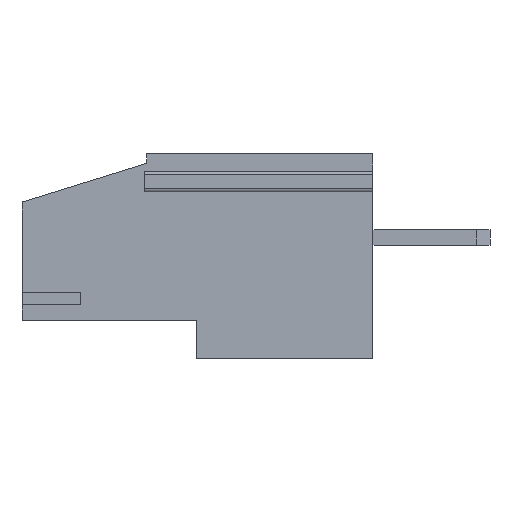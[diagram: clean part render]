
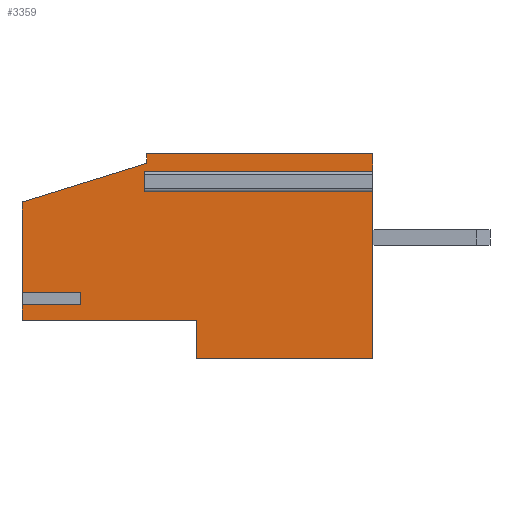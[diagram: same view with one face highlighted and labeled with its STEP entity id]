
A CAD part, left-side view. The second image highlights one B-rep face of the part: STEP entity #3359.
In plain terms, the highlighted planar face has unit normal (-1, 0, 0).
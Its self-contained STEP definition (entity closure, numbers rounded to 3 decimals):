
#401=DIRECTION('',(0.,0.,-1.));
#402=VECTOR('',#401,1.115);
#403=CARTESIAN_POINT('',(-15.24,0.,10.5));
#404=LINE('',#403,#402);
#405=DIRECTION('',(0.,1.,0.));
#406=VECTOR('',#405,11.7);
#407=CARTESIAN_POINT('',(-15.24,0.,9.385));
#408=LINE('',#407,#406);
#409=DIRECTION('',(0.,0.,1.));
#410=VECTOR('',#409,0.65);
#411=CARTESIAN_POINT('',(-15.24,11.7,8.735));
#412=LINE('',#411,#410);
#413=DIRECTION('',(0.,1.,0.));
#414=VECTOR('',#413,11.7);
#415=CARTESIAN_POINT('',(-15.24,0.,8.735));
#416=LINE('',#415,#414);
#417=DIRECTION('',(0.,0.,-1.));
#418=VECTOR('',#417,8.735);
#419=CARTESIAN_POINT('',(-15.24,0.,8.735));
#420=LINE('',#419,#418);
#421=DIRECTION('',(0.,0.,1.));
#422=VECTOR('',#421,1.95);
#423=CARTESIAN_POINT('',(-15.24,9.07,0.));
#424=LINE('',#423,#422);
#425=DIRECTION('',(0.,-1.,0.));
#426=VECTOR('',#425,8.93);
#427=CARTESIAN_POINT('',(-15.24,18.,1.95));
#428=LINE('',#427,#426);
#429=DIRECTION('',(0.,0.,1.));
#430=VECTOR('',#429,0.795);
#431=CARTESIAN_POINT('',(-15.24,18.,1.95));
#432=LINE('',#431,#430);
#433=DIRECTION('',(0.,-1.,0.));
#434=VECTOR('',#433,3.);
#435=CARTESIAN_POINT('',(-15.24,18.,2.745));
#436=LINE('',#435,#434);
#437=DIRECTION('',(0.,0.,-1.));
#438=VECTOR('',#437,0.65);
#439=CARTESIAN_POINT('',(-15.24,15.,3.395));
#440=LINE('',#439,#438);
#441=DIRECTION('',(0.,-1.,0.));
#442=VECTOR('',#441,3.);
#443=CARTESIAN_POINT('',(-15.24,18.,3.395));
#444=LINE('',#443,#442);
#445=DIRECTION('',(0.,0.,1.));
#446=VECTOR('',#445,4.625);
#447=CARTESIAN_POINT('',(-15.24,18.,3.395));
#448=LINE('',#447,#446);
#449=DIRECTION('',(0.,0.955,-0.296));
#450=VECTOR('',#449,6.69);
#451=CARTESIAN_POINT('',(-15.24,11.61,10.));
#452=LINE('',#451,#450);
#453=DIRECTION('',(0.,0.,-1.));
#454=VECTOR('',#453,0.5);
#455=CARTESIAN_POINT('',(-15.24,11.61,10.5));
#456=LINE('',#455,#454);
#457=DIRECTION('',(0.,-1.,0.));
#458=VECTOR('',#457,11.61);
#459=CARTESIAN_POINT('',(-15.24,11.61,10.5));
#460=LINE('',#459,#458);
#527=DIRECTION('',(0.,-1.,0.));
#528=VECTOR('',#527,9.07);
#529=CARTESIAN_POINT('',(-15.24,9.07,0.));
#530=LINE('',#529,#528);
#2478=CARTESIAN_POINT('',(-15.24,18.,1.95));
#2479=CARTESIAN_POINT('',(-15.24,9.07,1.95));
#2480=VERTEX_POINT('',#2478);
#2481=VERTEX_POINT('',#2479);
#2482=CARTESIAN_POINT('',(-15.24,9.07,0.));
#2483=VERTEX_POINT('',#2482);
#2484=CARTESIAN_POINT('',(-15.24,11.61,10.5));
#2485=CARTESIAN_POINT('',(-15.24,11.61,10.));
#2486=VERTEX_POINT('',#2484);
#2487=VERTEX_POINT('',#2485);
#2488=CARTESIAN_POINT('',(-15.24,18.,8.02));
#2489=VERTEX_POINT('',#2488);
#2598=CARTESIAN_POINT('',(-15.24,15.,3.395));
#2599=CARTESIAN_POINT('',(-15.24,15.,2.745));
#2600=VERTEX_POINT('',#2598);
#2601=VERTEX_POINT('',#2599);
#2602=CARTESIAN_POINT('',(-15.24,18.,3.395));
#2603=VERTEX_POINT('',#2602);
#2604=CARTESIAN_POINT('',(-15.24,18.,2.745));
#2605=VERTEX_POINT('',#2604);
#2622=CARTESIAN_POINT('',(-15.24,11.7,8.735));
#2623=CARTESIAN_POINT('',(-15.24,11.7,9.385));
#2624=VERTEX_POINT('',#2622);
#2625=VERTEX_POINT('',#2623);
#2716=CARTESIAN_POINT('',(-15.24,0.,0.));
#2717=VERTEX_POINT('',#2716);
#2718=CARTESIAN_POINT('',(-15.24,0.,10.5));
#2719=VERTEX_POINT('',#2718);
#2720=CARTESIAN_POINT('',(-15.24,0.,9.385));
#2721=VERTEX_POINT('',#2720);
#2722=CARTESIAN_POINT('',(-15.24,0.,8.735));
#2723=VERTEX_POINT('',#2722);
#3322=CARTESIAN_POINT('',(-15.24,0.,0.));
#3323=DIRECTION('',(1.,0.,0.));
#3324=DIRECTION('',(0.,0.,-1.));
#3325=AXIS2_PLACEMENT_3D('',#3322,#3323,#3324);
#3326=PLANE('',#3325);
#3327=ORIENTED_EDGE('',*,*,#2865,.T.);
#3329=ORIENTED_EDGE('',*,*,#3328,.T.);
#3331=ORIENTED_EDGE('',*,*,#3330,.F.);
#3333=ORIENTED_EDGE('',*,*,#3332,.F.);
#3334=ORIENTED_EDGE('',*,*,#2853,.T.);
#3336=ORIENTED_EDGE('',*,*,#3335,.F.);
#3338=ORIENTED_EDGE('',*,*,#3337,.T.);
#3340=ORIENTED_EDGE('',*,*,#3339,.F.);
#3342=ORIENTED_EDGE('',*,*,#3341,.T.);
#3344=ORIENTED_EDGE('',*,*,#3343,.T.);
#3346=ORIENTED_EDGE('',*,*,#3345,.F.);
#3348=ORIENTED_EDGE('',*,*,#3347,.F.);
#3350=ORIENTED_EDGE('',*,*,#3349,.T.);
#3352=ORIENTED_EDGE('',*,*,#3351,.F.);
#3354=ORIENTED_EDGE('',*,*,#3353,.F.);
#3356=ORIENTED_EDGE('',*,*,#3355,.T.);
#3357=EDGE_LOOP('',(#3327,#3329,#3331,#3333,#3334,#3336,#3338,#3340,#3342,#3344,
#3346,#3348,#3350,#3352,#3354,#3356));
#3358=FACE_OUTER_BOUND('',#3357,.F.);
#3359=ADVANCED_FACE('',(#3358),#3326,.F.);
#2853=EDGE_CURVE('',#2723,#2717,#420,.T.);
#2865=EDGE_CURVE('',#2719,#2721,#404,.T.);
#3328=EDGE_CURVE('',#2721,#2625,#408,.T.);
#3330=EDGE_CURVE('',#2624,#2625,#412,.T.);
#3332=EDGE_CURVE('',#2723,#2624,#416,.T.);
#3335=EDGE_CURVE('',#2483,#2717,#530,.T.);
#3337=EDGE_CURVE('',#2483,#2481,#424,.T.);
#3339=EDGE_CURVE('',#2480,#2481,#428,.T.);
#3341=EDGE_CURVE('',#2480,#2605,#432,.T.);
#3343=EDGE_CURVE('',#2605,#2601,#436,.T.);
#3345=EDGE_CURVE('',#2600,#2601,#440,.T.);
#3347=EDGE_CURVE('',#2603,#2600,#444,.T.);
#3349=EDGE_CURVE('',#2603,#2489,#448,.T.);
#3351=EDGE_CURVE('',#2487,#2489,#452,.T.);
#3353=EDGE_CURVE('',#2486,#2487,#456,.T.);
#3355=EDGE_CURVE('',#2486,#2719,#460,.T.);
